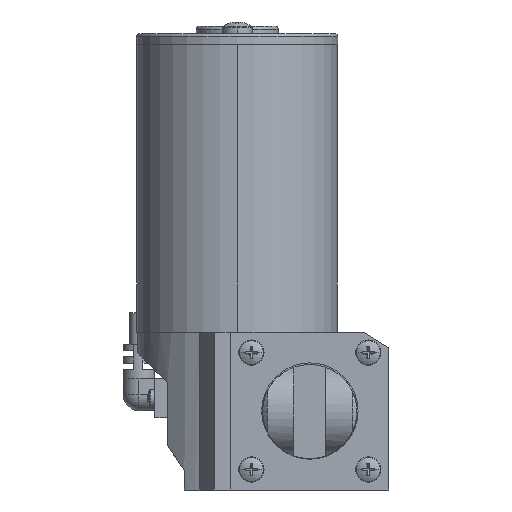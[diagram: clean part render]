
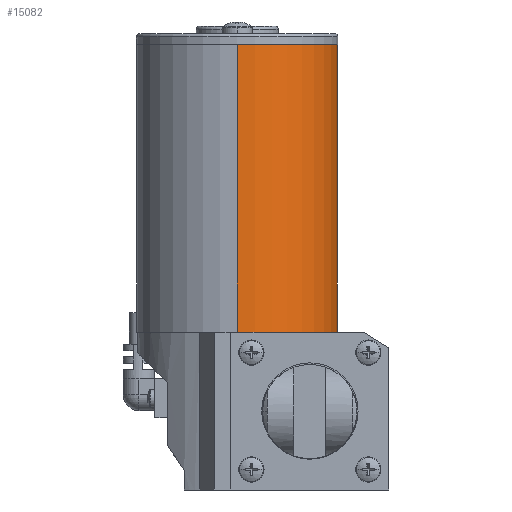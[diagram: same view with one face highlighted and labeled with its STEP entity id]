
A CAD part, left-side view. The second image highlights one B-rep face of the part: STEP entity #15082.
In plain terms, the highlighted cylindrical face has radius 31.75 mm (diameter 63.5 mm), a partial arc.
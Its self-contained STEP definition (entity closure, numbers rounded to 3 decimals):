
#968 = CARTESIAN_POINT ( 'NONE',  ( -22.33, 92.524, 198.088 ) ) ;
#1086 = DIRECTION ( 'NONE',  ( 0., 0., -1. ) ) ;
#1711 = EDGE_CURVE ( 'NONE', #9397, #5959, #14836, .T. ) ;
#2073 = AXIS2_PLACEMENT_3D ( 'NONE', #8652, #17572, #15809 ) ;
#2602 = DIRECTION ( 'NONE',  ( -1., 0., 0. ) ) ;
#2896 = VECTOR ( 'NONE', #8286, 1000. ) ;
#3651 = VECTOR ( 'NONE', #1086, 1000. ) ;
#4098 = DIRECTION ( 'NONE',  ( 0., 0., -1. ) ) ;
#4770 = ORIENTED_EDGE ( 'NONE', *, *, #1711, .T. ) ;
#4813 = DIRECTION ( 'NONE',  ( 0., 0., 1. ) ) ;
#5959 = VERTEX_POINT ( 'NONE', #11771 ) ;
#7627 = CARTESIAN_POINT ( 'NONE',  ( -22.33, 92.524, 198.088 ) ) ;
#8169 = CARTESIAN_POINT ( 'NONE',  ( 41.17, 92.524, 198.088 ) ) ;
#8286 = DIRECTION ( 'NONE',  ( 0., 0., -1. ) ) ;
#8652 = CARTESIAN_POINT ( 'NONE',  ( 9.42, 92.524, 107.088 ) ) ;
#8824 = AXIS2_PLACEMENT_3D ( 'NONE', #13392, #4813, #2602 ) ;
#8870 = EDGE_CURVE ( 'NONE', #18937, #9397, #11995, .T. ) ;
#9397 = VERTEX_POINT ( 'NONE', #9807 ) ;
#9575 = AXIS2_PLACEMENT_3D ( 'NONE', #20147, #4098, #22241 ) ;
#9807 = CARTESIAN_POINT ( 'NONE',  ( -22.33, 92.524, 107.088 ) ) ;
#11771 = CARTESIAN_POINT ( 'NONE',  ( 41.17, 92.524, 107.088 ) ) ;
#11995 = LINE ( 'NONE', #968, #3651 ) ;
#13067 = ORIENTED_EDGE ( 'NONE', *, *, #18361, .F. ) ;
#13392 = CARTESIAN_POINT ( 'NONE',  ( 9.42, 92.524, 107.088 ) ) ;
#14282 = FACE_OUTER_BOUND ( 'NONE', #17496, .T. ) ;
#14836 = CIRCLE ( 'NONE', #8824, 31.75 ) ;
#15082 = ADVANCED_FACE ( 'NONE', ( #14282 ), #23163, .T. ) ;
#15809 = DIRECTION ( 'NONE',  ( -1., 0., 0. ) ) ;
#16171 = ORIENTED_EDGE ( 'NONE', *, *, #16445, .T. ) ;
#16362 = CARTESIAN_POINT ( 'NONE',  ( 41.17, 92.524, 198.088 ) ) ;
#16445 = EDGE_CURVE ( 'NONE', #17304, #18937, #19655, .T. ) ;
#17304 = VERTEX_POINT ( 'NONE', #16362 ) ;
#17496 = EDGE_LOOP ( 'NONE', ( #13067, #16171, #22426, #4770 ) ) ;
#17572 = DIRECTION ( 'NONE',  ( 0., 0., 1. ) ) ;
#18361 = EDGE_CURVE ( 'NONE', #17304, #5959, #22799, .T. ) ;
#18937 = VERTEX_POINT ( 'NONE', #7627 ) ;
#19655 = CIRCLE ( 'NONE', #9575, 31.75 ) ;
#20147 = CARTESIAN_POINT ( 'NONE',  ( 9.42, 92.524, 198.088 ) ) ;
#22241 = DIRECTION ( 'NONE',  ( 1., 0., 0. ) ) ;
#22426 = ORIENTED_EDGE ( 'NONE', *, *, #8870, .T. ) ;
#22799 = LINE ( 'NONE', #8169, #2896 ) ;
#23163 = CYLINDRICAL_SURFACE ( 'NONE', #2073, 31.75 ) ;
